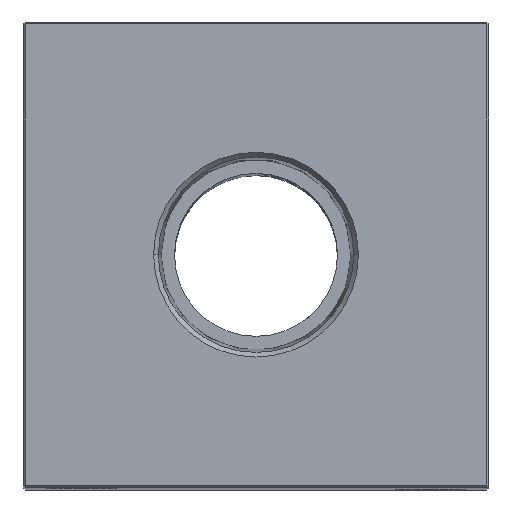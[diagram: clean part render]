
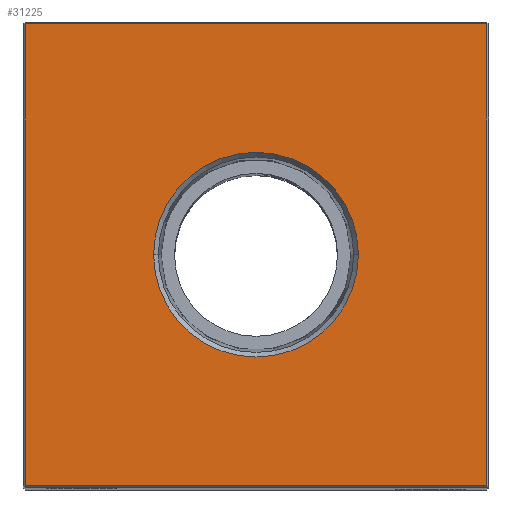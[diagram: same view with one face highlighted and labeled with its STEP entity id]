
A CAD part, top view. The second image highlights one B-rep face of the part: STEP entity #31225.
In plain terms, the highlighted planar face has unit normal (0, 0, 1).
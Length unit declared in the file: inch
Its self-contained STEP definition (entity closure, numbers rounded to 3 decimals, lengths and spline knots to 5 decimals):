
#116 = CARTESIAN_POINT ( 'NONE',  ( -1.24, 0., 8. ) ) ;
#581 = CIRCLE ( 'NONE', #19151, 0.5499 ) ;
#794 = PLANE ( 'NONE',  #32693 ) ;
#1117 = LINE ( 'NONE', #11290, #31678 ) ;
#1629 = VERTEX_POINT ( 'NONE', #8037 ) ;
#2232 = CARTESIAN_POINT ( 'NONE',  ( 0., 1.24, 8. ) ) ;
#2294 = CARTESIAN_POINT ( 'NONE',  ( -0.5499, 0., 8. ) ) ;
#2532 = CARTESIAN_POINT ( 'NONE',  ( 1.24, 0., 8. ) ) ;
#2992 = EDGE_CURVE ( 'NONE', #14754, #19720, #22908, .T. ) ;
#3545 = VECTOR ( 'NONE', #12686, 39.37008 ) ;
#3675 = CARTESIAN_POINT ( 'NONE',  ( 0., 0., 8. ) ) ;
#4535 = EDGE_CURVE ( 'NONE', #19720, #32016, #1117, .T. ) ;
#5009 = CARTESIAN_POINT ( 'NONE',  ( 0.5499, 0., 8. ) ) ;
#6178 = DIRECTION ( 'NONE',  ( 1., 0., 0. ) ) ;
#7021 = EDGE_LOOP ( 'NONE', ( #12999, #21106, #23296, #10849 ) ) ;
#7712 = AXIS2_PLACEMENT_3D ( 'NONE', #18783, #28916, #6178 ) ;
#8037 = CARTESIAN_POINT ( 'NONE',  ( 1.24, 1.24, 8. ) ) ;
#10315 = DIRECTION ( 'NONE',  ( 0., -1., 0. ) ) ;
#10849 = ORIENTED_EDGE ( 'NONE', *, *, #29979, .T. ) ;
#11290 = CARTESIAN_POINT ( 'NONE',  ( 0., -1.24, 8. ) ) ;
#12013 = VECTOR ( 'NONE', #12377, 39.37008 ) ;
#12294 = CARTESIAN_POINT ( 'NONE',  ( 0., 0., 8. ) ) ;
#12377 = DIRECTION ( 'NONE',  ( -1., 0., 0. ) ) ;
#12686 = DIRECTION ( 'NONE',  ( 0., 1., 0. ) ) ;
#12905 = EDGE_LOOP ( 'NONE', ( #18472, #13665 ) ) ;
#12999 = ORIENTED_EDGE ( 'NONE', *, *, #2992, .T. ) ;
#13451 = FACE_OUTER_BOUND ( 'NONE', #7021, .T. ) ;
#13665 = ORIENTED_EDGE ( 'NONE', *, *, #30347, .F. ) ;
#13790 = DIRECTION ( 'NONE',  ( 0., 0., -1. ) ) ;
#14754 = VERTEX_POINT ( 'NONE', #31644 ) ;
#18326 = VECTOR ( 'NONE', #10315, 39.37008 ) ;
#18472 = ORIENTED_EDGE ( 'NONE', *, *, #29609, .F. ) ;
#18783 = CARTESIAN_POINT ( 'NONE',  ( 0., 0., 8. ) ) ;
#19151 = AXIS2_PLACEMENT_3D ( 'NONE', #12294, #22405, #32536 ) ;
#19720 = VERTEX_POINT ( 'NONE', #23181 ) ;
#21106 = ORIENTED_EDGE ( 'NONE', *, *, #4535, .T. ) ;
#21357 = DIRECTION ( 'NONE',  ( 1., 0., 0. ) ) ;
#21995 = CIRCLE ( 'NONE', #7712, 0.5499 ) ;
#22405 = DIRECTION ( 'NONE',  ( 0., 0., 1. ) ) ;
#22769 = CARTESIAN_POINT ( 'NONE',  ( 1.24, -1.24, 8. ) ) ;
#22908 = LINE ( 'NONE', #116, #18326 ) ;
#23181 = CARTESIAN_POINT ( 'NONE',  ( -1.24, -1.24, 8. ) ) ;
#23296 = ORIENTED_EDGE ( 'NONE', *, *, #30185, .T. ) ;
#23584 = FACE_BOUND ( 'NONE', #12905, .T. ) ;
#23927 = DIRECTION ( 'NONE',  ( -1., 0., 0. ) ) ;
#24680 = VERTEX_POINT ( 'NONE', #2294 ) ;
#24994 = LINE ( 'NONE', #2232, #12013 ) ;
#25294 = LINE ( 'NONE', #2532, #3545 ) ;
#28916 = DIRECTION ( 'NONE',  ( 0., 0., 1. ) ) ;
#29609 = EDGE_CURVE ( 'NONE', #31994, #24680, #581, .T. ) ;
#29979 = EDGE_CURVE ( 'NONE', #1629, #14754, #24994, .T. ) ;
#30185 = EDGE_CURVE ( 'NONE', #32016, #1629, #25294, .T. ) ;
#30347 = EDGE_CURVE ( 'NONE', #24680, #31994, #21995, .T. ) ;
#31225 = ADVANCED_FACE ( 'NONE', ( #13451, #23584 ), #794, .F. ) ;
#31644 = CARTESIAN_POINT ( 'NONE',  ( -1.24, 1.24, 8. ) ) ;
#31678 = VECTOR ( 'NONE', #21357, 39.37008 ) ;
#31994 = VERTEX_POINT ( 'NONE', #5009 ) ;
#32016 = VERTEX_POINT ( 'NONE', #22769 ) ;
#32536 = DIRECTION ( 'NONE',  ( 1., 0., 0. ) ) ;
#32693 = AXIS2_PLACEMENT_3D ( 'NONE', #3675, #13790, #23927 ) ;
